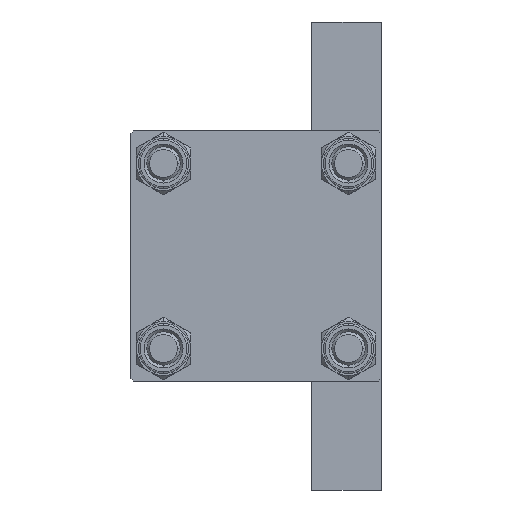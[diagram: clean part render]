
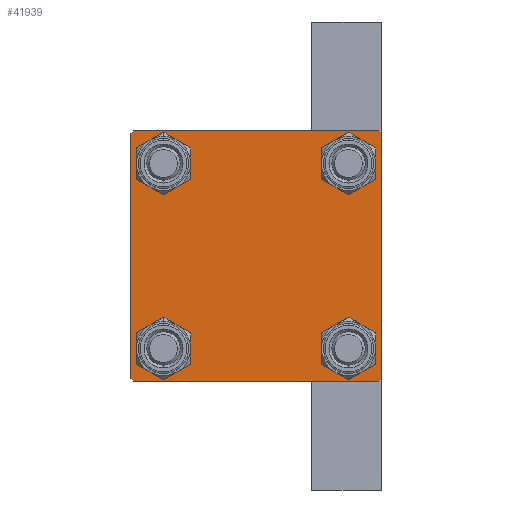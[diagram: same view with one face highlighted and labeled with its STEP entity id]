
A CAD part, left-side view. The second image highlights one B-rep face of the part: STEP entity #41939.
In plain terms, the highlighted planar face has unit normal (-1, 0, 0).
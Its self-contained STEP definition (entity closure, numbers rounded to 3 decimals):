
#589 = LINE ( 'NONE', #19699, #46761 ) ;
#751 = AXIS2_PLACEMENT_3D ( 'NONE', #16594, #24164, #39087 ) ;
#954 = EDGE_CURVE ( 'NONE', #10487, #36508, #48128, .T. ) ;
#1394 = ORIENTED_EDGE ( 'NONE', *, *, #6722, .T. ) ;
#1429 = ORIENTED_EDGE ( 'NONE', *, *, #32244, .T. ) ;
#1438 = CARTESIAN_POINT ( 'NONE',  ( 0., 16.6, -13.1 ) ) ;
#1460 = VERTEX_POINT ( 'NONE', #12910 ) ;
#2376 = DIRECTION ( 'NONE',  ( 0., 0.707, 0.707 ) ) ;
#2482 = ORIENTED_EDGE ( 'NONE', *, *, #8260, .T. ) ;
#3460 = CARTESIAN_POINT ( 'NONE',  ( 0., 16.6, 13.1 ) ) ;
#3969 = CARTESIAN_POINT ( 'NONE',  ( 0., 22., -22.5 ) ) ;
#4033 = CARTESIAN_POINT ( 'NONE',  ( 0., 16.6, 16.6 ) ) ;
#4724 = CARTESIAN_POINT ( 'NONE',  ( 0., 22.25, -22.25 ) ) ;
#4879 = CIRCLE ( 'NONE', #23629, 3.5 ) ;
#5572 = ORIENTED_EDGE ( 'NONE', *, *, #954, .T. ) ;
#5614 = EDGE_CURVE ( 'NONE', #31060, #29963, #29539, .T. ) ;
#5968 = CARTESIAN_POINT ( 'NONE',  ( 0., -16.6, -16.6 ) ) ;
#6141 = DIRECTION ( 'NONE',  ( 0., 0., -1. ) ) ;
#6187 = CARTESIAN_POINT ( 'NONE',  ( 0., 16.6, 20.1 ) ) ;
#6440 = CARTESIAN_POINT ( 'NONE',  ( 0., 16.6, -16.6 ) ) ;
#6636 = DIRECTION ( 'NONE',  ( 0., 0., 1. ) ) ;
#6638 = CARTESIAN_POINT ( 'NONE',  ( 0., 22.5, 22.5 ) ) ;
#6722 = EDGE_CURVE ( 'NONE', #37062, #26884, #15242, .T. ) ;
#6767 = PLANE ( 'NONE',  #24389 ) ;
#8163 = DIRECTION ( 'NONE',  ( 0., 0., 1. ) ) ;
#8260 = EDGE_CURVE ( 'NONE', #36508, #10487, #33533, .T. ) ;
#8755 = CARTESIAN_POINT ( 'NONE',  ( 0., -22.5, 22. ) ) ;
#8821 = ORIENTED_EDGE ( 'NONE', *, *, #26214, .T. ) ;
#9944 = CARTESIAN_POINT ( 'NONE',  ( 0., -16.6, 20.1 ) ) ;
#10289 = EDGE_LOOP ( 'NONE', ( #22022, #25588 ) ) ;
#10442 = FACE_BOUND ( 'NONE', #33695, .T. ) ;
#10487 = VERTEX_POINT ( 'NONE', #12103 ) ;
#10591 = ORIENTED_EDGE ( 'NONE', *, *, #47151, .T. ) ;
#11092 = CIRCLE ( 'NONE', #32982, 3.5 ) ;
#11530 = LINE ( 'NONE', #45027, #47452 ) ;
#11951 = VERTEX_POINT ( 'NONE', #26106 ) ;
#12103 = CARTESIAN_POINT ( 'NONE',  ( 0., -16.6, 13.1 ) ) ;
#12910 = CARTESIAN_POINT ( 'NONE',  ( 0., -16.6, -13.1 ) ) ;
#13001 = EDGE_LOOP ( 'NONE', ( #10591, #8821 ) ) ;
#13535 = EDGE_CURVE ( 'NONE', #28294, #29946, #32840, .T. ) ;
#13979 = LINE ( 'NONE', #6638, #34523 ) ;
#14740 = VERTEX_POINT ( 'NONE', #40140 ) ;
#15242 = LINE ( 'NONE', #4724, #42083 ) ;
#15367 = ORIENTED_EDGE ( 'NONE', *, *, #17664, .T. ) ;
#16594 = CARTESIAN_POINT ( 'NONE',  ( 0., -16.6, 16.6 ) ) ;
#16711 = EDGE_CURVE ( 'NONE', #11951, #27599, #13979, .T. ) ;
#17649 = DIRECTION ( 'NONE',  ( 1., 0., 0. ) ) ;
#17664 = EDGE_CURVE ( 'NONE', #29963, #31060, #11092, .T. ) ;
#17678 = DIRECTION ( 'NONE',  ( 1., 0., 0. ) ) ;
#18668 = DIRECTION ( 'NONE',  ( 1., 0., 0. ) ) ;
#18735 = EDGE_CURVE ( 'NONE', #26884, #30284, #45257, .T. ) ;
#18939 = VECTOR ( 'NONE', #41604, 1000. ) ;
#19699 = CARTESIAN_POINT ( 'NONE',  ( 0., -22.5, 22.5 ) ) ;
#20822 = AXIS2_PLACEMENT_3D ( 'NONE', #26758, #18668, #8163 ) ;
#20840 = CARTESIAN_POINT ( 'NONE',  ( 0., 22.5, -22. ) ) ;
#20888 = DIRECTION ( 'NONE',  ( 0., 0., 1. ) ) ;
#21358 = DIRECTION ( 'NONE',  ( 0., 0., 1. ) ) ;
#22022 = ORIENTED_EDGE ( 'NONE', *, *, #13535, .T. ) ;
#23629 = AXIS2_PLACEMENT_3D ( 'NONE', #34704, #27843, #46422 ) ;
#24164 = DIRECTION ( 'NONE',  ( 1., 0., 0. ) ) ;
#24246 = EDGE_LOOP ( 'NONE', ( #2482, #5572 ) ) ;
#24389 = AXIS2_PLACEMENT_3D ( 'NONE', #29989, #44184, #43954 ) ;
#25588 = ORIENTED_EDGE ( 'NONE', *, *, #42718, .T. ) ;
#25943 = ORIENTED_EDGE ( 'NONE', *, *, #38657, .T. ) ;
#26106 = CARTESIAN_POINT ( 'NONE',  ( 0., 22., 22.5 ) ) ;
#26214 = EDGE_CURVE ( 'NONE', #32479, #1460, #41912, .T. ) ;
#26303 = DIRECTION ( 'NONE',  ( 1., 0., 0. ) ) ;
#26690 = CARTESIAN_POINT ( 'NONE',  ( 0., 22.5, -22.5 ) ) ;
#26758 = CARTESIAN_POINT ( 'NONE',  ( 0., -16.6, -16.6 ) ) ;
#26761 = CIRCLE ( 'NONE', #37673, 3.5 ) ;
#26832 = CARTESIAN_POINT ( 'NONE',  ( 0., -22.25, -22.25 ) ) ;
#26884 = VERTEX_POINT ( 'NONE', #3969 ) ;
#27599 = VERTEX_POINT ( 'NONE', #28537 ) ;
#27843 = DIRECTION ( 'NONE',  ( 1., 0., 0. ) ) ;
#28294 = VERTEX_POINT ( 'NONE', #1438 ) ;
#28328 = LINE ( 'NONE', #43233, #41451 ) ;
#28537 = CARTESIAN_POINT ( 'NONE',  ( 0., -22., 22.5 ) ) ;
#28903 = CARTESIAN_POINT ( 'NONE',  ( 0., -16.6, 16.6 ) ) ;
#29046 = FACE_OUTER_BOUND ( 'NONE', #48342, .T. ) ;
#29469 = ORIENTED_EDGE ( 'NONE', *, *, #43875, .T. ) ;
#29539 = CIRCLE ( 'NONE', #43611, 3.5 ) ;
#29728 = DIRECTION ( 'NONE',  ( 0., 0., 1. ) ) ;
#29857 = ORIENTED_EDGE ( 'NONE', *, *, #35163, .F. ) ;
#29946 = VERTEX_POINT ( 'NONE', #47736 ) ;
#29963 = VERTEX_POINT ( 'NONE', #6187 ) ;
#29989 = CARTESIAN_POINT ( 'NONE',  ( 0., 0., 0. ) ) ;
#30193 = DIRECTION ( 'NONE',  ( 0., 0., -1. ) ) ;
#30284 = VERTEX_POINT ( 'NONE', #40294 ) ;
#30488 = LINE ( 'NONE', #26832, #47836 ) ;
#30971 = EDGE_CURVE ( 'NONE', #11951, #41687, #11530, .T. ) ;
#31060 = VERTEX_POINT ( 'NONE', #3460 ) ;
#31502 = ORIENTED_EDGE ( 'NONE', *, *, #30971, .T. ) ;
#32244 = EDGE_CURVE ( 'NONE', #41687, #37062, #44268, .T. ) ;
#32479 = VERTEX_POINT ( 'NONE', #39594 ) ;
#32840 = CIRCLE ( 'NONE', #47679, 3.5 ) ;
#32982 = AXIS2_PLACEMENT_3D ( 'NONE', #48179, #17649, #39920 ) ;
#33210 = ORIENTED_EDGE ( 'NONE', *, *, #16711, .F. ) ;
#33413 = VECTOR ( 'NONE', #6141, 1000. ) ;
#33533 = CIRCLE ( 'NONE', #751, 3.5 ) ;
#33695 = EDGE_LOOP ( 'NONE', ( #15367, #36658 ) ) ;
#34523 = VECTOR ( 'NONE', #37613, 1000. ) ;
#34704 = CARTESIAN_POINT ( 'NONE',  ( 0., 16.6, -16.6 ) ) ;
#35163 = EDGE_CURVE ( 'NONE', #47751, #14740, #589, .T. ) ;
#36458 = CARTESIAN_POINT ( 'NONE',  ( 0., 22.5, 22.5 ) ) ;
#36508 = VERTEX_POINT ( 'NONE', #9944 ) ;
#36658 = ORIENTED_EDGE ( 'NONE', *, *, #5614, .T. ) ;
#37062 = VERTEX_POINT ( 'NONE', #20840 ) ;
#37211 = AXIS2_PLACEMENT_3D ( 'NONE', #28903, #43808, #6636 ) ;
#37382 = CARTESIAN_POINT ( 'NONE',  ( 0., 22.5, 22. ) ) ;
#37613 = DIRECTION ( 'NONE',  ( 0., -1., 0. ) ) ;
#37673 = AXIS2_PLACEMENT_3D ( 'NONE', #5968, #38525, #20888 ) ;
#37981 = DIRECTION ( 'NONE',  ( 0., -0.707, -0.707 ) ) ;
#38525 = DIRECTION ( 'NONE',  ( 1., 0., 0. ) ) ;
#38657 = EDGE_CURVE ( 'NONE', #47751, #27599, #28328, .T. ) ;
#39087 = DIRECTION ( 'NONE',  ( 0., 0., 1. ) ) ;
#39594 = CARTESIAN_POINT ( 'NONE',  ( 0., -16.6, -20.1 ) ) ;
#39920 = DIRECTION ( 'NONE',  ( 0., 0., 1. ) ) ;
#40140 = CARTESIAN_POINT ( 'NONE',  ( 0., -22.5, -22. ) ) ;
#40270 = ORIENTED_EDGE ( 'NONE', *, *, #18735, .T. ) ;
#40294 = CARTESIAN_POINT ( 'NONE',  ( 0., -22., -22.5 ) ) ;
#40754 = FACE_BOUND ( 'NONE', #13001, .T. ) ;
#41451 = VECTOR ( 'NONE', #2376, 1000. ) ;
#41604 = DIRECTION ( 'NONE',  ( 0., -1., 0. ) ) ;
#41687 = VERTEX_POINT ( 'NONE', #37382 ) ;
#41743 = DIRECTION ( 'NONE',  ( 0., -0.707, 0.707 ) ) ;
#41912 = CIRCLE ( 'NONE', #20822, 3.5 ) ;
#41939 = ADVANCED_FACE ( 'NONE', ( #47603, #40754, #47848, #10442, #29046 ), #6767, .T. ) ;
#42083 = VECTOR ( 'NONE', #37981, 1000. ) ;
#42718 = EDGE_CURVE ( 'NONE', #29946, #28294, #4879, .T. ) ;
#43233 = CARTESIAN_POINT ( 'NONE',  ( 0., -22.25, 22.25 ) ) ;
#43611 = AXIS2_PLACEMENT_3D ( 'NONE', #4033, #26303, #29728 ) ;
#43808 = DIRECTION ( 'NONE',  ( 1., 0., 0. ) ) ;
#43875 = EDGE_CURVE ( 'NONE', #30284, #14740, #30488, .T. ) ;
#43954 = DIRECTION ( 'NONE',  ( 0., 0., 1. ) ) ;
#44184 = DIRECTION ( 'NONE',  ( -1., 0., 0. ) ) ;
#44268 = LINE ( 'NONE', #36458, #33413 ) ;
#45027 = CARTESIAN_POINT ( 'NONE',  ( 0., 22.25, 22.25 ) ) ;
#45257 = LINE ( 'NONE', #26690, #18939 ) ;
#45276 = DIRECTION ( 'NONE',  ( 0., 0.707, -0.707 ) ) ;
#46422 = DIRECTION ( 'NONE',  ( 0., 0., 1. ) ) ;
#46761 = VECTOR ( 'NONE', #30193, 1000. ) ;
#47151 = EDGE_CURVE ( 'NONE', #1460, #32479, #26761, .T. ) ;
#47452 = VECTOR ( 'NONE', #45276, 1000. ) ;
#47603 = FACE_BOUND ( 'NONE', #24246, .T. ) ;
#47679 = AXIS2_PLACEMENT_3D ( 'NONE', #6440, #17678, #21358 ) ;
#47736 = CARTESIAN_POINT ( 'NONE',  ( 0., 16.6, -20.1 ) ) ;
#47751 = VERTEX_POINT ( 'NONE', #8755 ) ;
#47836 = VECTOR ( 'NONE', #41743, 1000. ) ;
#47848 = FACE_BOUND ( 'NONE', #10289, .T. ) ;
#48128 = CIRCLE ( 'NONE', #37211, 3.5 ) ;
#48179 = CARTESIAN_POINT ( 'NONE',  ( 0., 16.6, 16.6 ) ) ;
#48342 = EDGE_LOOP ( 'NONE', ( #1429, #1394, #40270, #29469, #29857, #25943, #33210, #31502 ) ) ;
